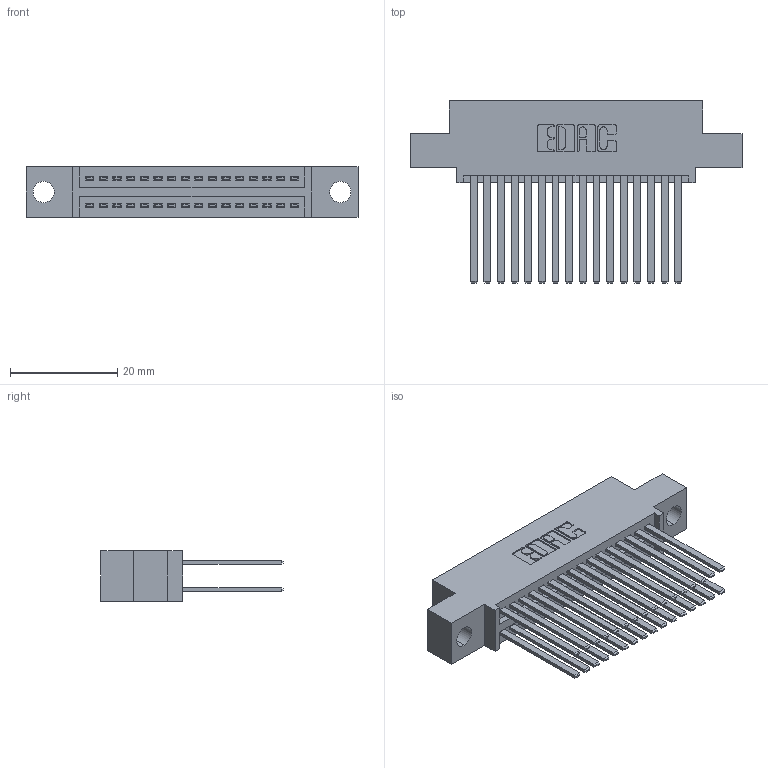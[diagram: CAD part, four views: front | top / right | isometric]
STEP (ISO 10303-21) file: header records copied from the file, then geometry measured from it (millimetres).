
FILE_DESCRIPTION (( 'STEP AP203' ), '1' );
FILE_NAME ('395-032-544-504.STEP', '2021-06-16T20:31:46', ( '' ), ( '' ), 'SwSTEP 2.0', 'SolidWorks 2020', '' );
FILE_SCHEMA (( 'CONFIG_CONTROL_DESIGN' ));
Length unit declared in the file: inch
Products named in the file (3): 395-032-544-504; 345 Part_0.110 Offset - 0.156 Dia-TI; 345-292-001_345-293-144
Assembly tree (33 placements, depth 2):
  395-032-544-504
    345 Part_0.110 Offset - 0.156 Dia-TI
    345-292-001_345-293-144  x32
Bounding box: 61.85 x 33.96 x 9.4 mm (x, y, z)
Volume: 6036 mm3; surface area: 9677.8 mm2
Topology: 33 solids, 33 shells, 1552 faces, 4581 edges, 3010 vertices
Faces by surface type: plane 1026, cylinder 526
Entity records: 16421 total; most frequent: CARTESIAN_POINT 2782, ORIENTED_EDGE 2714, DIRECTION 2481, EDGE_CURVE 1357, VECTOR 1165, LINE 1165, VERTEX_POINT 902, AXIS2_PLACEMENT_3D 658
